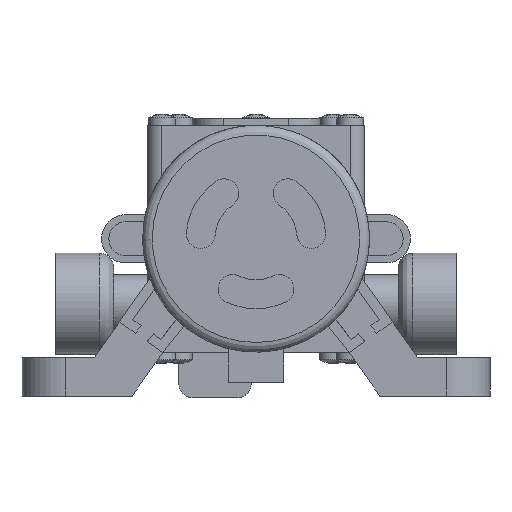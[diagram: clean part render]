
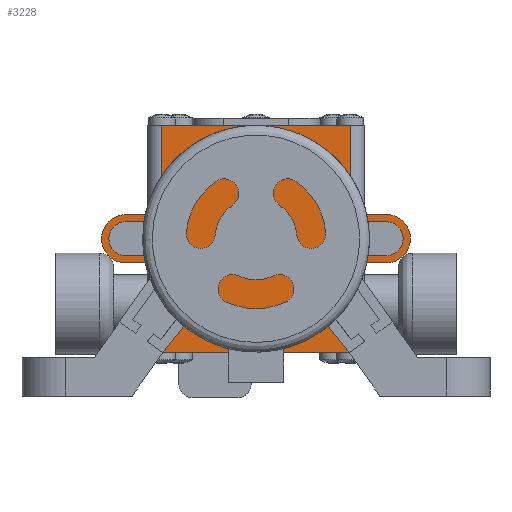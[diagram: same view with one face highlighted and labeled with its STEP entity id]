
A CAD part, left-side view. The second image highlights one B-rep face of the part: STEP entity #3228.
In plain terms, the highlighted free-form (B-spline) face has degree [1, 1] with [2, 2] control points.
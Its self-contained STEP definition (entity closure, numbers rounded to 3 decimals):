
#2349 = VERTEX_POINT('',#2350);
#2350 = CARTESIAN_POINT('',(81.95,-17.756,
    -4.553));
#2356 = EDGE_CURVE('',#2357,#2349,#2359,.T.);
#2357 = VERTEX_POINT('',#2358);
#2358 = CARTESIAN_POINT('',(81.95,-17.756,
    -21.398));
#2359 = B_SPLINE_CURVE_WITH_KNOTS('',1,(#2360,#2361),.UNSPECIFIED.,.F.,
  .F.,(2,2),(0.,18.5),.PIECEWISE_BEZIER_KNOTS.);
#2360 = CARTESIAN_POINT('',(81.95,-17.756,
    -21.398));
#2361 = CARTESIAN_POINT('',(81.95,-17.756,
    -4.553));
#2383 = EDGE_CURVE('',#2384,#2349,#2386,.T.);
#2384 = VERTEX_POINT('',#2385);
#2385 = CARTESIAN_POINT('',(81.95,-24.585,
    -4.553));
#2386 = B_SPLINE_CURVE_WITH_KNOTS('',1,(#2387,#2388),.UNSPECIFIED.,.F.,
  .F.,(2,2),(0.,7.5),.PIECEWISE_BEZIER_KNOTS.);
#2387 = CARTESIAN_POINT('',(81.95,-24.585,
    -4.553));
#2388 = CARTESIAN_POINT('',(81.95,-17.756,
    -4.553));
#2452 = EDGE_CURVE('',#2453,#2455,#2457,.T.);
#2453 = VERTEX_POINT('',#2454);
#2454 = CARTESIAN_POINT('',(81.95,-24.585,
    4.553));
#2455 = VERTEX_POINT('',#2456);
#2456 = CARTESIAN_POINT('',(81.95,-17.756,
    4.553));
#2457 = B_SPLINE_CURVE_WITH_KNOTS('',1,(#2458,#2459),.UNSPECIFIED.,.F.,
  .F.,(2,2),(0.,7.5),.PIECEWISE_BEZIER_KNOTS.);
#2458 = CARTESIAN_POINT('',(81.95,-24.585,
    4.553));
#2459 = CARTESIAN_POINT('',(81.95,-17.756,
    4.553));
#2501 = VERTEX_POINT('',#2502);
#2502 = CARTESIAN_POINT('',(81.95,-17.756,
    21.398));
#2508 = EDGE_CURVE('',#2455,#2501,#2509,.T.);
#2509 = B_SPLINE_CURVE_WITH_KNOTS('',1,(#2510,#2511),.UNSPECIFIED.,.F.,
  .F.,(2,2),(0.,18.5),.PIECEWISE_BEZIER_KNOTS.);
#2510 = CARTESIAN_POINT('',(81.95,-17.756,
    4.553));
#2511 = CARTESIAN_POINT('',(81.95,-17.756,
    21.398));
#2528 = EDGE_CURVE('',#2501,#2529,#2531,.T.);
#2529 = VERTEX_POINT('',#2530);
#2530 = CARTESIAN_POINT('',(81.95,17.756,
    21.398));
#2531 = B_SPLINE_CURVE_WITH_KNOTS('',1,(#2532,#2533),.UNSPECIFIED.,.F.,
  .F.,(2,2),(0.,39.),.PIECEWISE_BEZIER_KNOTS.);
#2532 = CARTESIAN_POINT('',(81.95,-17.756,
    21.398));
#2533 = CARTESIAN_POINT('',(81.95,17.756,
    21.398));
#2855 = EDGE_CURVE('',#2856,#2357,#2858,.T.);
#2856 = VERTEX_POINT('',#2857);
#2857 = CARTESIAN_POINT('',(81.95,17.756,
    -21.398));
#2858 = B_SPLINE_CURVE_WITH_KNOTS('',1,(#2859,#2860),.UNSPECIFIED.,.F.,
  .F.,(2,2),(0.,39.),.PIECEWISE_BEZIER_KNOTS.);
#2859 = CARTESIAN_POINT('',(81.95,17.756,
    -21.398));
#2860 = CARTESIAN_POINT('',(81.95,-17.756,
    -21.398));
#3228 = ADVANCED_FACE('',(#3229,#3281,#3295),#3309,.F.);
#3229 = FACE_BOUND('',#3230,.F.);
#3230 = EDGE_LOOP('',(#3231,#3232,#3233,#3241,#3242,#3243,#3244,#3251,
    #3258,#3268,#3275,#3280));
#3231 = ORIENTED_EDGE('',*,*,#2508,.F.);
#3232 = ORIENTED_EDGE('',*,*,#2452,.F.);
#3233 = ORIENTED_EDGE('',*,*,#3234,.T.);
#3234 = EDGE_CURVE('',#2453,#2384,#3235,.T.);
#3235 = ( BOUNDED_CURVE() B_SPLINE_CURVE(2,(#3236,#3237,#3238,#3239,
#3240),.UNSPECIFIED.,.F.,.F.) B_SPLINE_CURVE_WITH_KNOTS((3,2,3),(
    1.571,3.142,4.712),
.PIECEWISE_BEZIER_KNOTS.) CURVE() GEOMETRIC_REPRESENTATION_ITEM() 
RATIONAL_B_SPLINE_CURVE((1.,0.707,1.,0.707,1.)) 
REPRESENTATION_ITEM('') );
#3236 = CARTESIAN_POINT('',(81.95,-24.585,
    4.553));
#3237 = CARTESIAN_POINT('',(81.95,-29.138,
    4.553));
#3238 = CARTESIAN_POINT('',(81.95,-29.138,
    0.));
#3239 = CARTESIAN_POINT('',(81.95,-29.138,
    -4.553));
#3240 = CARTESIAN_POINT('',(81.95,-24.585,
    -4.553));
#3241 = ORIENTED_EDGE('',*,*,#2383,.T.);
#3242 = ORIENTED_EDGE('',*,*,#2356,.F.);
#3243 = ORIENTED_EDGE('',*,*,#2855,.F.);
#3244 = ORIENTED_EDGE('',*,*,#3245,.F.);
#3245 = EDGE_CURVE('',#3246,#2856,#3248,.T.);
#3246 = VERTEX_POINT('',#3247);
#3247 = CARTESIAN_POINT('',(81.95,17.756,
    -4.553));
#3248 = B_SPLINE_CURVE_WITH_KNOTS('',1,(#3249,#3250),.UNSPECIFIED.,.F.,
  .F.,(2,2),(0.,18.5),.PIECEWISE_BEZIER_KNOTS.);
#3249 = CARTESIAN_POINT('',(81.95,17.756,
    -4.553));
#3250 = CARTESIAN_POINT('',(81.95,17.756,
    -21.398));
#3251 = ORIENTED_EDGE('',*,*,#3252,.F.);
#3252 = EDGE_CURVE('',#3253,#3246,#3255,.T.);
#3253 = VERTEX_POINT('',#3254);
#3254 = CARTESIAN_POINT('',(81.95,24.585,
    -4.553));
#3255 = B_SPLINE_CURVE_WITH_KNOTS('',1,(#3256,#3257),.UNSPECIFIED.,.F.,
  .F.,(2,2),(0.,7.5),.PIECEWISE_BEZIER_KNOTS.);
#3256 = CARTESIAN_POINT('',(81.95,24.585,
    -4.553));
#3257 = CARTESIAN_POINT('',(81.95,17.756,
    -4.553));
#3258 = ORIENTED_EDGE('',*,*,#3259,.T.);
#3259 = EDGE_CURVE('',#3253,#3260,#3262,.T.);
#3260 = VERTEX_POINT('',#3261);
#3261 = CARTESIAN_POINT('',(81.95,24.585,
    4.553));
#3262 = ( BOUNDED_CURVE() B_SPLINE_CURVE(2,(#3263,#3264,#3265,#3266,
#3267),.UNSPECIFIED.,.F.,.F.) B_SPLINE_CURVE_WITH_KNOTS((3,2,3),(
    4.712,6.283,7.854),
.PIECEWISE_BEZIER_KNOTS.) CURVE() GEOMETRIC_REPRESENTATION_ITEM() 
RATIONAL_B_SPLINE_CURVE((1.,0.707,1.,0.707,1.)) 
REPRESENTATION_ITEM('') );
#3263 = CARTESIAN_POINT('',(81.95,24.585,
    -4.553));
#3264 = CARTESIAN_POINT('',(81.95,29.138,
    -4.553));
#3265 = CARTESIAN_POINT('',(81.95,29.138,
    0.));
#3266 = CARTESIAN_POINT('',(81.95,29.138,
    4.553));
#3267 = CARTESIAN_POINT('',(81.95,24.585,
    4.553));
#3268 = ORIENTED_EDGE('',*,*,#3269,.T.);
#3269 = EDGE_CURVE('',#3260,#3270,#3272,.T.);
#3270 = VERTEX_POINT('',#3271);
#3271 = CARTESIAN_POINT('',(81.95,17.756,
    4.553));
#3272 = B_SPLINE_CURVE_WITH_KNOTS('',1,(#3273,#3274),.UNSPECIFIED.,.F.,
  .F.,(2,2),(0.,7.5),.PIECEWISE_BEZIER_KNOTS.);
#3273 = CARTESIAN_POINT('',(81.95,24.585,
    4.553));
#3274 = CARTESIAN_POINT('',(81.95,17.756,
    4.553));
#3275 = ORIENTED_EDGE('',*,*,#3276,.F.);
#3276 = EDGE_CURVE('',#2529,#3270,#3277,.T.);
#3277 = B_SPLINE_CURVE_WITH_KNOTS('',1,(#3278,#3279),.UNSPECIFIED.,.F.,
  .F.,(2,2),(0.,18.5),.PIECEWISE_BEZIER_KNOTS.);
#3278 = CARTESIAN_POINT('',(81.95,17.756,
    21.398));
#3279 = CARTESIAN_POINT('',(81.95,17.756,
    4.553));
#3280 = ORIENTED_EDGE('',*,*,#2528,.F.);
#3281 = FACE_BOUND('',#3282,.F.);
#3282 = EDGE_LOOP('',(#3283));
#3283 = ORIENTED_EDGE('',*,*,#3284,.F.);
#3284 = EDGE_CURVE('',#3285,#3285,#3287,.T.);
#3285 = VERTEX_POINT('',#3286);
#3286 = CARTESIAN_POINT('',(81.95,26.406,
    0.));
#3287 = ( BOUNDED_CURVE() B_SPLINE_CURVE(2,(#3288,#3289,#3290,#3291,
#3292,#3293,#3294),.UNSPECIFIED.,.T.,.F.) B_SPLINE_CURVE_WITH_KNOTS((1,2
    ,2,2,2,1),(-2.094,0.,2.094,4.189,
6.283,8.378),.UNSPECIFIED.) CURVE() 
GEOMETRIC_REPRESENTATION_ITEM() RATIONAL_B_SPLINE_CURVE((1.,0.5,1.,0.5,
1.,0.5,1.)) REPRESENTATION_ITEM('') );
#3288 = CARTESIAN_POINT('',(81.95,26.406,
    0.));
#3289 = CARTESIAN_POINT('',(81.95,26.406,3.154)
  );
#3290 = CARTESIAN_POINT('',(81.95,23.674,
    1.577));
#3291 = CARTESIAN_POINT('',(81.95,20.943,
    0.));
#3292 = CARTESIAN_POINT('',(81.95,23.674,
    -1.577));
#3293 = CARTESIAN_POINT('',(81.95,26.406,-3.154
    ));
#3294 = CARTESIAN_POINT('',(81.95,26.406,
    0.));
#3295 = FACE_BOUND('',#3296,.F.);
#3296 = EDGE_LOOP('',(#3297));
#3297 = ORIENTED_EDGE('',*,*,#3298,.F.);
#3298 = EDGE_CURVE('',#3299,#3299,#3301,.T.);
#3299 = VERTEX_POINT('',#3300);
#3300 = CARTESIAN_POINT('',(81.95,-22.764,
    0.));
#3301 = ( BOUNDED_CURVE() B_SPLINE_CURVE(2,(#3302,#3303,#3304,#3305,
#3306,#3307,#3308),.UNSPECIFIED.,.T.,.F.) B_SPLINE_CURVE_WITH_KNOTS((1,2
    ,2,2,2,1),(-2.094,0.,2.094,4.189,
6.283,8.378),.UNSPECIFIED.) CURVE() 
GEOMETRIC_REPRESENTATION_ITEM() RATIONAL_B_SPLINE_CURVE((1.,0.5,1.,0.5,
1.,0.5,1.)) REPRESENTATION_ITEM('') );
#3302 = CARTESIAN_POINT('',(81.95,-22.764,
    0.));
#3303 = CARTESIAN_POINT('',(81.95,-22.764,
    3.154));
#3304 = CARTESIAN_POINT('',(81.95,-25.496,
    1.577));
#3305 = CARTESIAN_POINT('',(81.95,-28.227,
    0.));
#3306 = CARTESIAN_POINT('',(81.95,-25.496,
    -1.577));
#3307 = CARTESIAN_POINT('',(81.95,-22.764,
    -3.154));
#3308 = CARTESIAN_POINT('',(81.95,-22.764,
    0.));
#3309 = B_SPLINE_SURFACE_WITH_KNOTS('',1,1,(
    (#3310,#3311)
    ,(#3312,#3313
    )),.UNSPECIFIED.,.F.,.F.,.F.,(2,2),(2,2),(-23.5,23.5),(-32.,32.),
  .PIECEWISE_BEZIER_KNOTS.);
#3310 = CARTESIAN_POINT('',(81.95,29.138,
    -21.398));
#3311 = CARTESIAN_POINT('',(81.95,-29.138,
    -21.398));
#3312 = CARTESIAN_POINT('',(81.95,29.138,
    21.398));
#3313 = CARTESIAN_POINT('',(81.95,-29.138,
    21.398));
